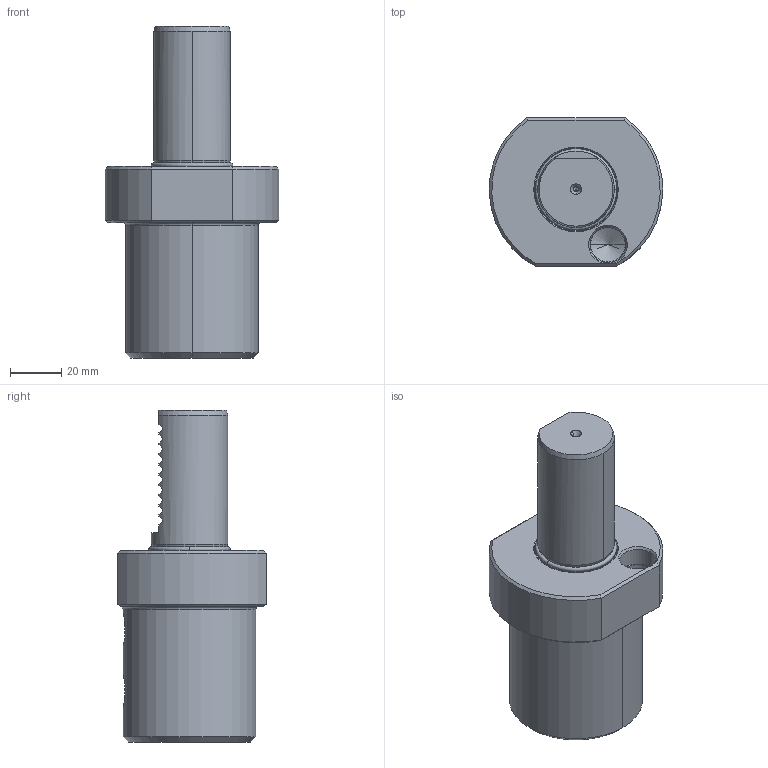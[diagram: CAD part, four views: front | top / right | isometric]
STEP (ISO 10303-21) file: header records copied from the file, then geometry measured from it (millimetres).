
FILE_DESCRIPTION((''),'2;1');
FILE_NAME('309_51_32','2020-09-29T',('101107'),(''),'CREO PARAMETRIC BY PTC INC, 2016260','CREO PARAMETRIC BY PTC INC, 2016260','');
FILE_SCHEMA(('CONFIG_CONTROL_DESIGN'));
Length unit declared in the file: millimetre
Products named in the file (1): 309_51_32
Bounding box: 67.89 x 58 x 130 mm (x, y, z)
Volume: 165536.3 mm3; surface area: 33177.3 mm2
Topology: 1 solids, 1 shells, 173 faces, 439 edges, 271 vertices
Faces by surface type: plane 74, cone 55, cylinder 34, torus 10
Entity records: 5722 total; most frequent: CARTESIAN_POINT 1696, ORIENTED_EDGE 866, DIRECTION 786, EDGE_CURVE 433, AXIS2_PLACEMENT_3D 309, VERTEX_POINT 271, EDGE_LOOP 184, FACE_OUTER_BOUND 173
